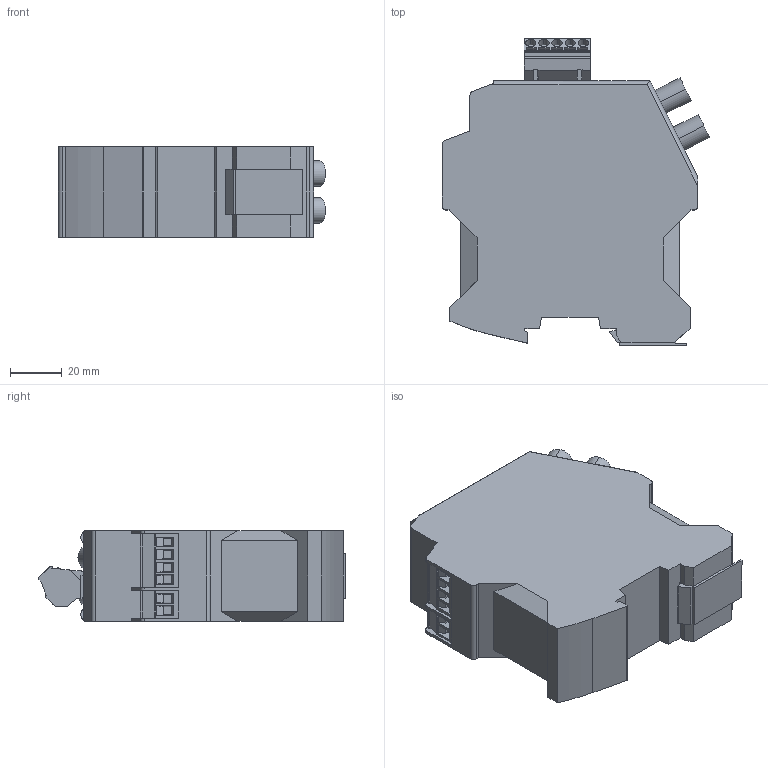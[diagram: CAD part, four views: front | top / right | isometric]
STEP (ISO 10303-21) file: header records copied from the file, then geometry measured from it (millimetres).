
FILE_DESCRIPTION(('SolidDesigner STEP Export'),'2;1');
FILE_NAME('2313986_PSI_MOS_DNET_FO_850_T-select.stp','2013-12-10T 9:52:35',(''),(''),'Creo Elements/Direct Modeling STEP processor for AP214 (Solid Model)','Creo Elements/Direct Modeling 18.1B 29-Sep-2012 (C) Parametric Technology GmbH','');
FILE_SCHEMA(('AUTOMOTIVE_DESIGN { 1 0 10303 214 1 1 1 1 }'));
Length unit declared in the file: millimetre
Products named in the file (2): 2313986_PSI_MOS_DNET_FO_850_T-select
Assembly tree (1 placements, depth 2):
  2313986_PSI_MOS_DNET_FO_850_T-select
    2313986_PSI_MOS_DNET_FO_850_T-select
Bounding box: 103.63 x 119.03 x 35.2 mm (x, y, z)
Volume: 300482.7 mm3; surface area: 34943.8 mm2
Topology: 1 solids, 1 shells, 373 faces, 1004 edges, 662 vertices
Faces by surface type: plane 322, cylinder 51
Entity records: 14270 total; most frequent: ORIENTED_EDGE 2008, CARTESIAN_POINT 1976, DIRECTION 1768, EDGE_CURVE 1004, VECTOR 860, LINE 860, VERTEX_POINT 662, AXIS2_PLACEMENT_3D 454
